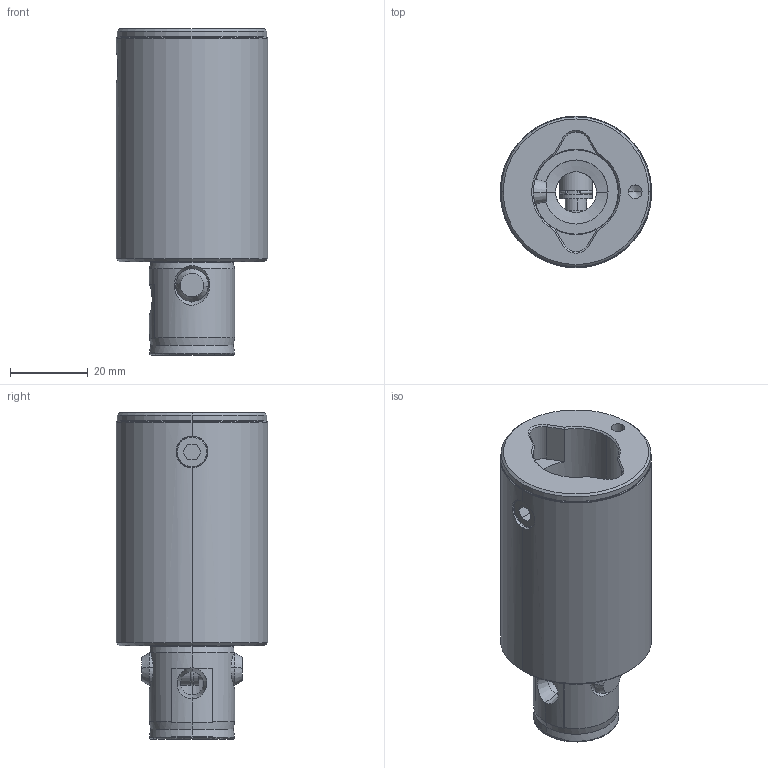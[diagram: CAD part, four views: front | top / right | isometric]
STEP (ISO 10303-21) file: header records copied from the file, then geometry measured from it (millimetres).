
FILE_DESCRIPTION (( 'STEP AP214' ), '1' );
FILE_NAME ('11.331.440.STEP', '2015-06-17T14:26:27', ( '' ), ( '' ), 'SwSTEP 2.0', 'SolidWorks 2015', '' );
FILE_SCHEMA (( 'AUTOMOTIVE_DESIGN' ));
Length unit declared in the file: millimetre
Products named in the file (7): 11.331.441; 10.691.50X_10.691.504; 691-50XRing_10.691.504Ring; 10.690.43X_10.690.434; 11.331.440
Assembly tree (6 placements, depth 4):
  11.331.440
    11.331.441
      11.331.441
      10.690.43X_10.690.434
      10.691.50X_10.691.504
        10.691.50X_10.691.504
        691-50XRing_10.691.504Ring
Bounding box: 39 x 39 x 84 mm (x, y, z)
Volume: 61073.7 mm3; surface area: 17177.7 mm2
Topology: 4 solids, 4 shells, 136 faces, 309 edges, 181 vertices
Faces by surface type: cylinder 45, cone 39, plane 39, torus 13
Entity records: 4657 total; most frequent: CARTESIAN_POINT 1280, DIRECTION 694, ORIENTED_EDGE 614, EDGE_CURVE 307, AXIS2_PLACEMENT_3D 280, VERTEX_POINT 181, EDGE_LOOP 148, ADVANCED_FACE 136
